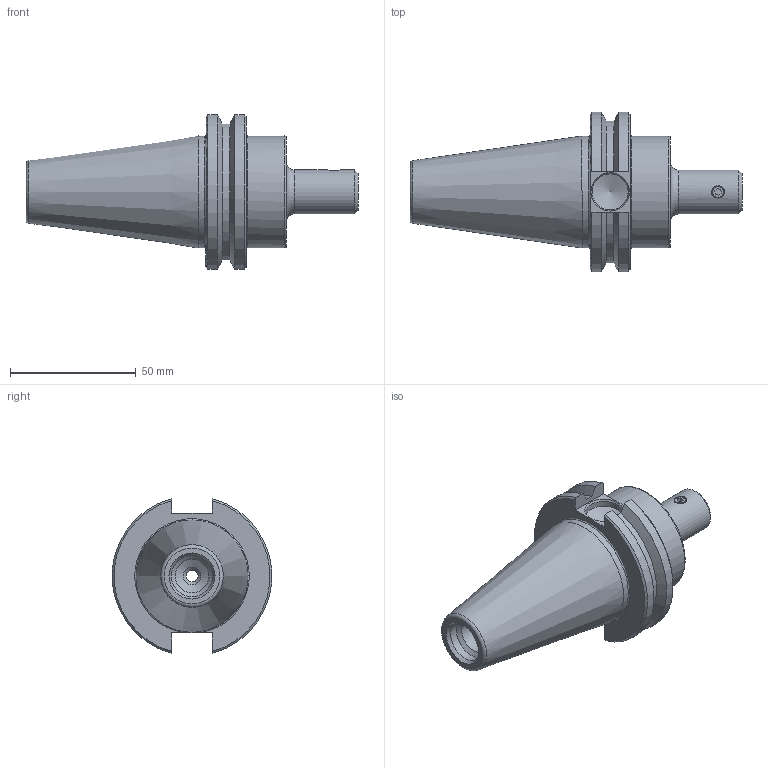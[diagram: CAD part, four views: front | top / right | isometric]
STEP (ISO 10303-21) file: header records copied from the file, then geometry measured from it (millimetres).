
FILE_DESCRIPTION((''),'2;1');
FILE_NAME('C40-18EM2.iam.stp','2014-07-07T09:42:50',(''),(''),'Autodesk Inventor 2012','Autodesk Inventor 2012','');
FILE_SCHEMA(('AUTOMOTIVE_DESIGN { 1 0 10303 214 1 1 1 1 }'));
Length unit declared in the file: inch
Products named in the file (3): C40-18EM2; C40-18EM2-1; 029-014
Assembly tree (2 placements, depth 2):
  C40-18EM2
    C40-18EM2-1
    029-014
Bounding box: 131.76 x 63.26 x 61.38 mm (x, y, z)
Volume: 133277.3 mm3; surface area: 24391.7 mm2
Topology: 2 solids, 2 shells, 61 faces, 151 edges, 96 vertices
Faces by surface type: cone 20, plane 20, cylinder 16, torus 5
Full cylindrical faces by diameter (mm): 3.962 x1, 4.763 x1, 4.826 x1, 7.112 x1, 13.386 x1, 14.3 x1, 16.459 x1, 17.463 x1, 44.45 x2
Entity records: 1786 total; most frequent: CARTESIAN_POINT 405, DIRECTION 274, ORIENTED_EDGE 232, EDGE_CURVE 116, AXIS2_PLACEMENT_3D 113, EDGE_LOOP 94, VERTEX_POINT 88, FACE_OUTER_BOUND 61
